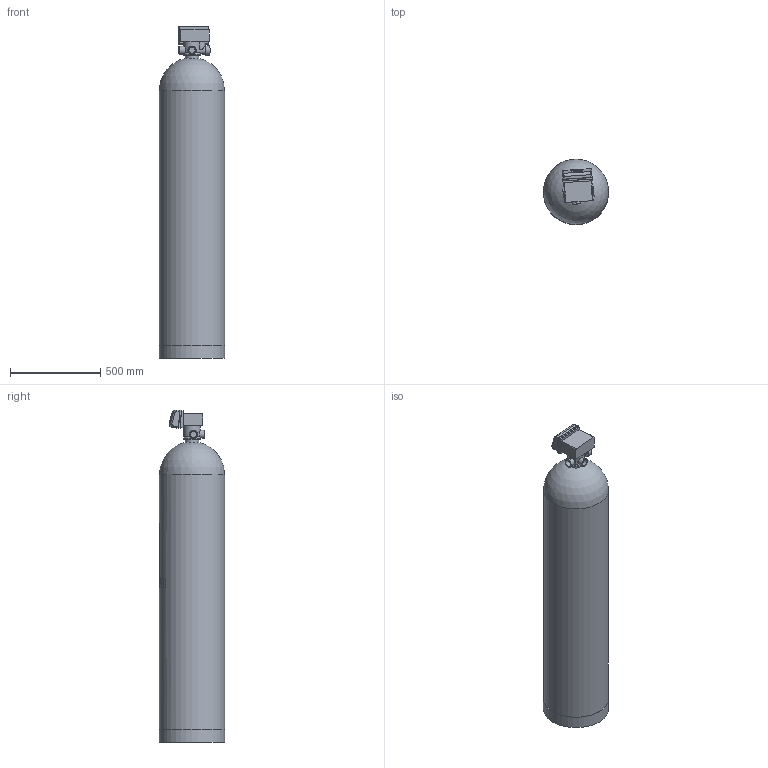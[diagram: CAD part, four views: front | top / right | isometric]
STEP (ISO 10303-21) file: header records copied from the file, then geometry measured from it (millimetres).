
FILE_DESCRIPTION(('STEP AP203'), '1');
FILE_NAME('8', '2017-07-31T16:43:20', ('Þëÿ'), (''), 'ASCON STEP Converter 1.3', 'ASCON Math Kernel', '');
FILE_SCHEMA(('CONFIG_CONTROL_DESIGN'));
Length unit declared in the file: millimetre
Bounding box: 362 x 362 x 1837.26 mm (x, y, z)
Volume: 165940076 mm3; surface area: 2139761 mm2
Topology: 1 solids, 1 shells, 592 faces, 1636 edges, 1074 vertices
Faces by surface type: cylinder 414, plane 158, sphere 9, torus 4, bspline 4, cone 3
Full cylindrical faces by diameter (mm): 36 x2, 38 x1, 45 x3, 52 x1, 76 x1, 99.238 x1, 360 x1, 362 x1
Entity records: 33981 total; most frequent: CARTESIAN_POINT 15852, ORIENTED_EDGE 3224, DIRECTION 2093, EDGE_CURVE 1612, VERTEX_POINT 1074, AXIS2_PLACEMENT_3D 723, B_SPLINE_CURVE_WITH_KNOTS 723, LINE 647
